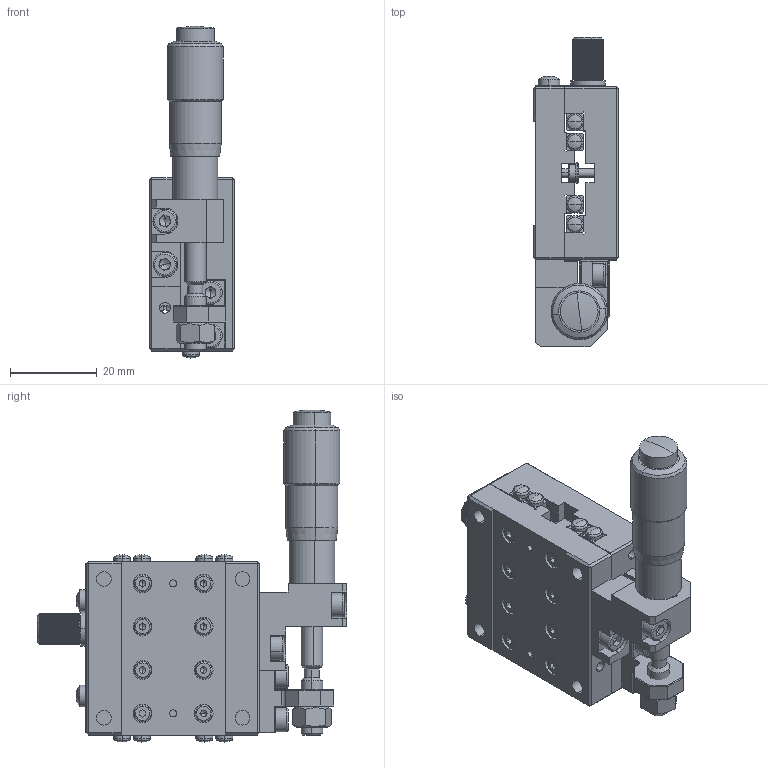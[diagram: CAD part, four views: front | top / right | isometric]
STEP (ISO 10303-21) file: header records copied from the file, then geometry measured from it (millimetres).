
FILE_DESCRIPTION (( 'STEP AP203' ), '1' );
FILE_NAME ('NFP-1461SR.step', '2019-05-08T07:15:35', ( '' ), ( '' ), 'SwSTEP 2.0', 'SolidWorks 2017', '' );
FILE_SCHEMA (( 'CONFIG_CONTROL_DESIGN' ));
Length unit declared in the file: millimetre
Products named in the file (1): NFP-1461SR
Bounding box: 19.5 x 71.3 x 76.6 mm (x, y, z)
Surface area: 19561.6 mm2 (no closed solid volume)
Topology: 0 solids, 51 shells, 1007 faces, 3405 edges, 2258 vertices
Faces by surface type: plane 503, cylinder 317, cone 92, torus 52, bspline 32, sphere 11
Entity records: 37499 total; most frequent: CARTESIAN_POINT 8975, DIRECTION 5830, ORIENTED_EDGE 5511, EDGE_CURVE 3346, VERTEX_POINT 2258, AXIS2_PLACEMENT_3D 1973, VECTOR 1884, LINE 1884
